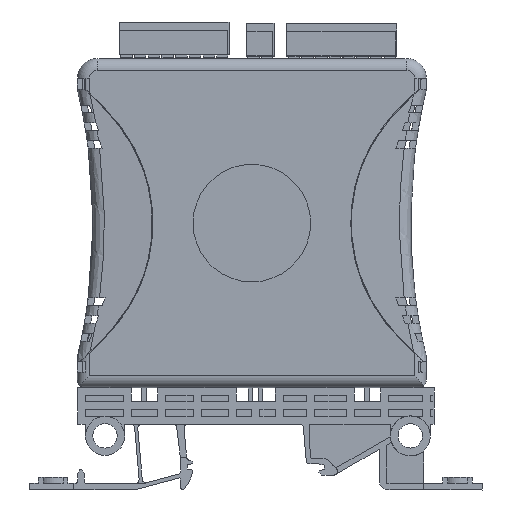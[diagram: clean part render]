
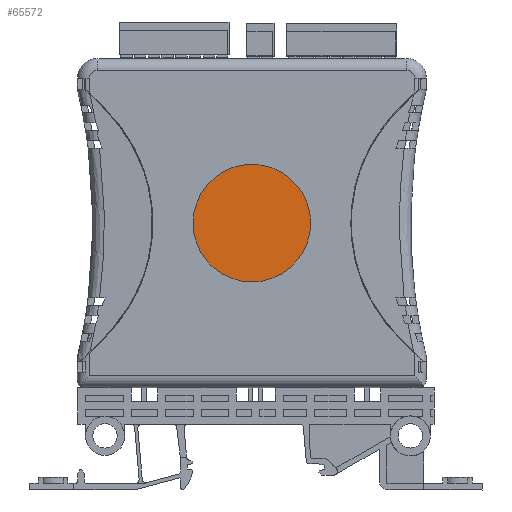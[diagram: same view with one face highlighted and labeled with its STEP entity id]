
A CAD part, left-side view. The second image highlights one B-rep face of the part: STEP entity #65572.
In plain terms, the highlighted planar face has unit normal (-1, 0, 0).
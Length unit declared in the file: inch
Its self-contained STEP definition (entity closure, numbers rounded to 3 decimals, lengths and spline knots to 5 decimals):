
#10634 = EDGE_CURVE ( 'NONE', #95070, #176417, #140290, .T. ) ;
#11753 = CARTESIAN_POINT ( 'NONE',  ( -0.47378, -0.59995, -1.65354 ) ) ;
#18260 = CARTESIAN_POINT ( 'NONE',  ( -0.47378, -0.0094, -1.65354 ) ) ;
#22540 = CARTESIAN_POINT ( 'NONE',  ( -0.47378, -0.0094, -1.65354 ) ) ;
#27609 = DIRECTION ( 'NONE',  ( 1., 0., 0. ) ) ;
#29605 = CARTESIAN_POINT ( 'NONE',  ( -0.47378, 0.58115, -1.65354 ) ) ;
#32065 = EDGE_CURVE ( 'NONE', #176417, #95070, #151100, .T. ) ;
#38349 = PLANE ( 'NONE',  #41425 ) ;
#38633 = ORIENTED_EDGE ( 'NONE', *, *, #32065, .F. ) ;
#41425 = AXIS2_PLACEMENT_3D ( 'NONE', #22540, #156117, #127375 ) ;
#43716 = EDGE_LOOP ( 'NONE', ( #104312, #38633 ) ) ;
#47226 = DIRECTION ( 'NONE',  ( 1., 0., 0. ) ) ;
#59196 = AXIS2_PLACEMENT_3D ( 'NONE', #18260, #47226, #151879 ) ;
#65572 = ADVANCED_FACE ( 'NONE', ( #188042 ), #38349, .F. ) ;
#95070 = VERTEX_POINT ( 'NONE', #29605 ) ;
#101040 = DIRECTION ( 'NONE',  ( 0., -1., 0. ) ) ;
#104312 = ORIENTED_EDGE ( 'NONE', *, *, #10634, .F. ) ;
#118036 = CARTESIAN_POINT ( 'NONE',  ( -0.47378, -0.0094, -1.65354 ) ) ;
#127375 = DIRECTION ( 'NONE',  ( 0., -1., 0. ) ) ;
#140290 = CIRCLE ( 'NONE', #59196, 0.59055 ) ;
#151100 = CIRCLE ( 'NONE', #179645, 0.59055 ) ;
#151879 = DIRECTION ( 'NONE',  ( 0., -1., 0. ) ) ;
#156117 = DIRECTION ( 'NONE',  ( 1., 0., 0. ) ) ;
#176417 = VERTEX_POINT ( 'NONE', #11753 ) ;
#179645 = AXIS2_PLACEMENT_3D ( 'NONE', #118036, #27609, #101040 ) ;
#188042 = FACE_OUTER_BOUND ( 'NONE', #43716, .T. ) ;
